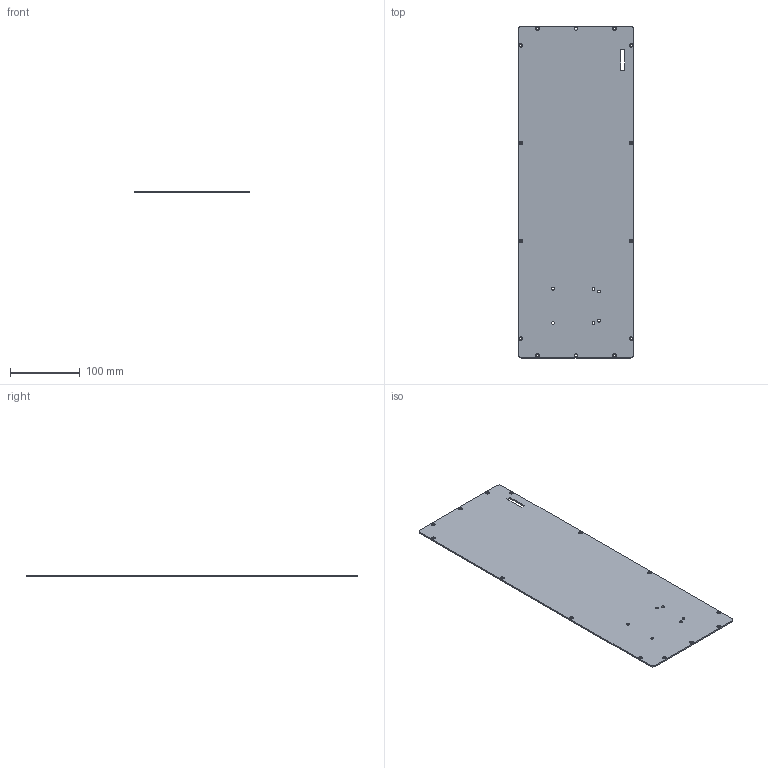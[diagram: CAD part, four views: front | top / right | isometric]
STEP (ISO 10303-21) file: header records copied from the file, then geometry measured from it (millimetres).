
FILE_DESCRIPTION(('FreeCAD Model'),'2;1');
FILE_NAME('electronics_cover_v0.2_PP-MP0109.step','2015-09-21T09:28:56',('Author'),(''), 'Open CASCADE STEP processor 6.7','FreeCAD','Unknown');
FILE_SCHEMA(('AUTOMOTIVE_DESIGN_CC2 { 1 2 10303 214 -1 1 5 4 }'));
Length unit declared in the file: millimetre
Products named in the file (2): ASSEMBLY; Pocket003
Assembly tree (1 placements, depth 2):
  ASSEMBLY
    Pocket003
Bounding box: 165 x 475 x 2.03 mm (x, y, z)
Volume: 158208.9 mm3; surface area: 159064.8 mm2
Topology: 1 solids, 1 shells, 48 faces, 124 edges, 78 vertices
Faces by surface type: cylinder 24, cone 14, plane 10
Full cylindrical faces by diameter (mm): 3.3 x14, 4 x6
Entity records: 3187 total; most frequent: CARTESIAN_POINT 580, DIRECTION 484, ORIENTED_EDGE 248, PCURVE 248, DEFINITIONAL_REPRESENTATION 248, LINE 218, VECTOR 218, EDGE_CURVE 124
